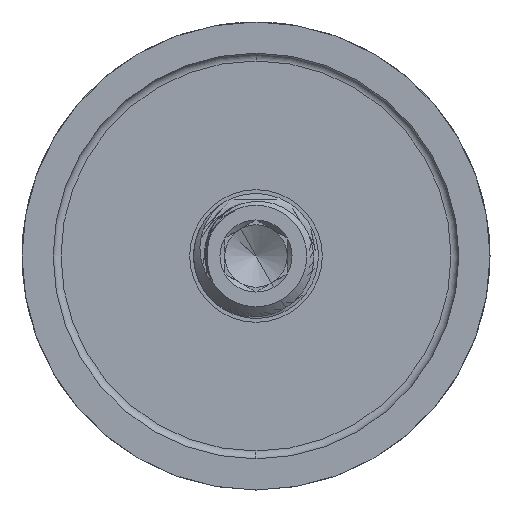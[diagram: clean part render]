
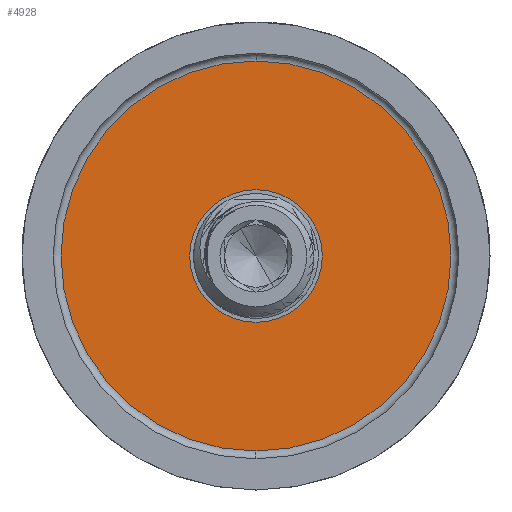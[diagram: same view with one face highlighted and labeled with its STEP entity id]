
A CAD part, left-side view. The second image highlights one B-rep face of the part: STEP entity #4928.
In plain terms, the highlighted planar face has unit normal (-1, 0, 0).
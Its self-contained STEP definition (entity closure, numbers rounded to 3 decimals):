
#289 = CIRCLE ( 'NONE', #3266, 4.25 ) ;
#352 = DIRECTION ( 'NONE',  ( -1., 0., 0. ) ) ;
#355 = VERTEX_POINT ( 'NONE', #8552 ) ;
#690 = VERTEX_POINT ( 'NONE', #10262 ) ;
#1399 = FACE_BOUND ( 'NONE', #1633, .T. ) ;
#1633 = EDGE_LOOP ( 'NONE', ( #7152, #11531 ) ) ;
#1813 = DIRECTION ( 'NONE',  ( 0., 0., -1. ) ) ;
#1867 = AXIS2_PLACEMENT_3D ( 'NONE', #6360, #5554, #1813 ) ;
#2084 = AXIS2_PLACEMENT_3D ( 'NONE', #5017, #352, #2230 ) ;
#2156 = AXIS2_PLACEMENT_3D ( 'NONE', #9149, #9962, #4380 ) ;
#2230 = DIRECTION ( 'NONE',  ( 0., 0., 1. ) ) ;
#3085 = CIRCLE ( 'NONE', #2156, 12.5 ) ;
#3167 = DIRECTION ( 'NONE',  ( 1., 0., 0. ) ) ;
#3266 = AXIS2_PLACEMENT_3D ( 'NONE', #10547, #3167, #11504 ) ;
#3889 = VERTEX_POINT ( 'NONE', #5324 ) ;
#4380 = DIRECTION ( 'NONE',  ( 0., 0., 1. ) ) ;
#4928 = ADVANCED_FACE ( 'NONE', ( #6644, #1399 ), #4955, .T. ) ;
#4955 = PLANE ( 'NONE',  #5698 ) ;
#5017 = CARTESIAN_POINT ( 'NONE',  ( 38., 0., 0. ) ) ;
#5296 = CIRCLE ( 'NONE', #1867, 4.25 ) ;
#5324 = CARTESIAN_POINT ( 'NONE',  ( 38., 0., -4.25 ) ) ;
#5554 = DIRECTION ( 'NONE',  ( 1., 0., 0. ) ) ;
#5695 = EDGE_CURVE ( 'NONE', #690, #355, #6355, .T. ) ;
#5698 = AXIS2_PLACEMENT_3D ( 'NONE', #10473, #11467, #7694 ) ;
#6109 = VERTEX_POINT ( 'NONE', #11276 ) ;
#6355 = CIRCLE ( 'NONE', #2084, 12.5 ) ;
#6360 = CARTESIAN_POINT ( 'NONE',  ( 38., 0., 0. ) ) ;
#6644 = FACE_OUTER_BOUND ( 'NONE', #11024, .T. ) ;
#7152 = ORIENTED_EDGE ( 'NONE', *, *, #12062, .T. ) ;
#7694 = DIRECTION ( 'NONE',  ( 0., 0., 1. ) ) ;
#8186 = ORIENTED_EDGE ( 'NONE', *, *, #5695, .T. ) ;
#8503 = ORIENTED_EDGE ( 'NONE', *, *, #9500, .T. ) ;
#8552 = CARTESIAN_POINT ( 'NONE',  ( 38., 0., -12.5 ) ) ;
#9149 = CARTESIAN_POINT ( 'NONE',  ( 38., 0., 0. ) ) ;
#9500 = EDGE_CURVE ( 'NONE', #355, #690, #3085, .T. ) ;
#9962 = DIRECTION ( 'NONE',  ( -1., 0., 0. ) ) ;
#10262 = CARTESIAN_POINT ( 'NONE',  ( 38., 0., 12.5 ) ) ;
#10473 = CARTESIAN_POINT ( 'NONE',  ( 38., 13., 0. ) ) ;
#10547 = CARTESIAN_POINT ( 'NONE',  ( 38., 0., 0. ) ) ;
#11024 = EDGE_LOOP ( 'NONE', ( #8186, #8503 ) ) ;
#11276 = CARTESIAN_POINT ( 'NONE',  ( 38., 0., 4.25 ) ) ;
#11467 = DIRECTION ( 'NONE',  ( -1., 0., 0. ) ) ;
#11504 = DIRECTION ( 'NONE',  ( 0., 0., -1. ) ) ;
#11531 = ORIENTED_EDGE ( 'NONE', *, *, #11533, .T. ) ;
#11533 = EDGE_CURVE ( 'NONE', #6109, #3889, #5296, .T. ) ;
#12062 = EDGE_CURVE ( 'NONE', #3889, #6109, #289, .T. ) ;
